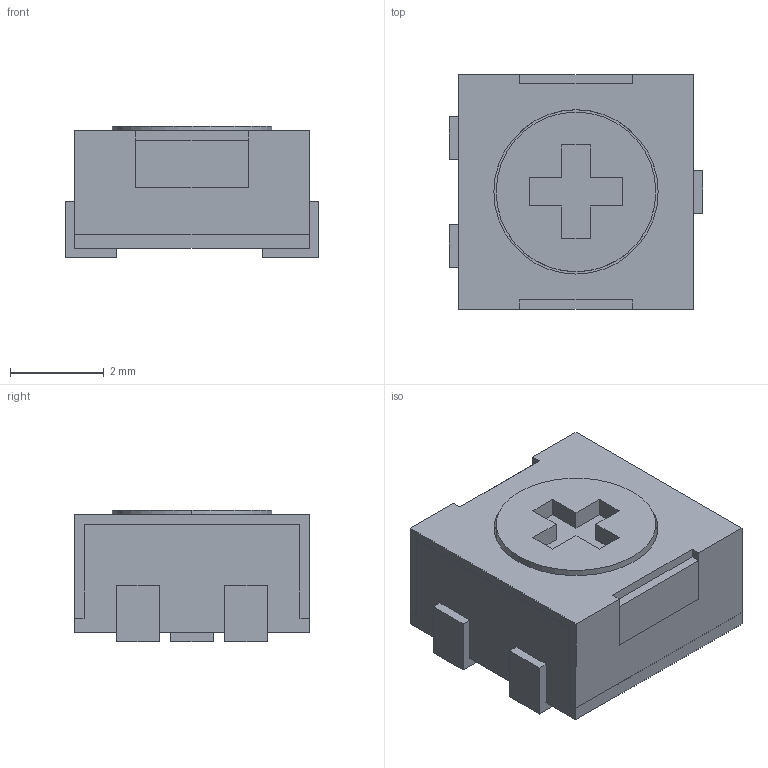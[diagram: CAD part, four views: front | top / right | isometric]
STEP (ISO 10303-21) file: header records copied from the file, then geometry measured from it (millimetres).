
FILE_DESCRIPTION (( 'STEP AP203' ), '1' );
FILE_NAME ('T53.STEP', '2022-03-17T19:58:02', ( '' ), ( '' ), 'SwSTEP 2.0', 'SolidWorks 2021', '' );
FILE_SCHEMA (( 'CONFIG_CONTROL_DESIGN' ));
Length unit declared in the file: millimetre
Products named in the file (1): T53
Bounding box: 5.4 x 5 x 2.8 mm (x, y, z)
Volume: 62.1 mm3; surface area: 223 mm2
Topology: 6 solids, 6 shells, 82 faces, 212 edges, 140 vertices
Faces by surface type: plane 76, cylinder 6
Entity records: 2535 total; most frequent: CARTESIAN_POINT 435, ORIENTED_EDGE 424, DIRECTION 390, EDGE_CURVE 212, VECTOR 200, LINE 200, VERTEX_POINT 140, AXIS2_PLACEMENT_3D 95
